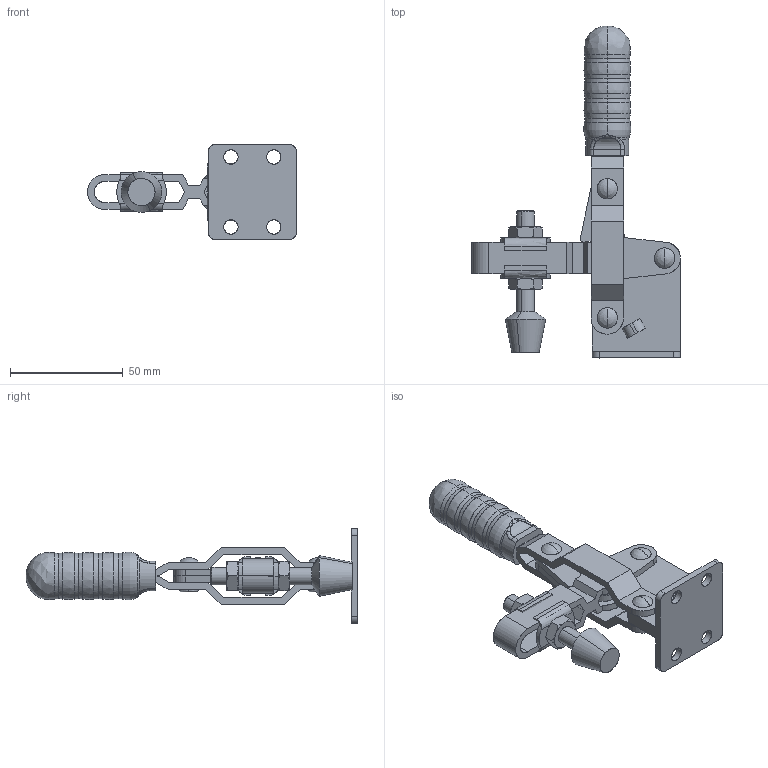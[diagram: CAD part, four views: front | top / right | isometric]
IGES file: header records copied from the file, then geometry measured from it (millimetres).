
Start section: SolidWorks IGES file using analytic representation for surfaces
Bounding box: 92.5 x 147 x 42 mm (x, y, z)
Surface area: 30913 mm2 (no closed solid volume)
Topology: 0 solids, 0 shells, 333 faces, 4216 edges, 4206 vertices
Faces by surface type: bspline 190, revolution 143
